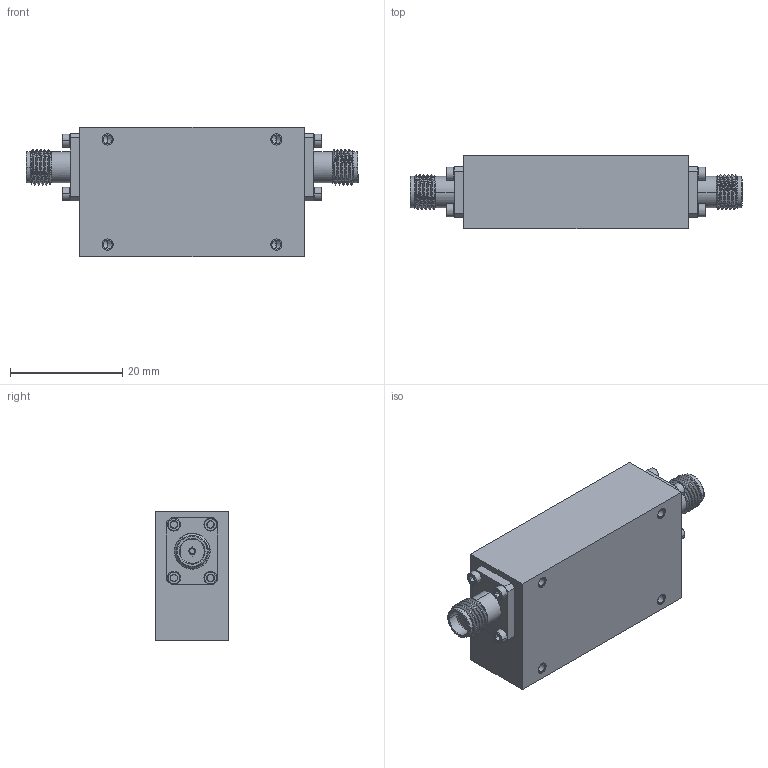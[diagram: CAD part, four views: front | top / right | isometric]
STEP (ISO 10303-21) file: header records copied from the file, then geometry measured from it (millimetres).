
FILE_DESCRIPTION (( 'STEP AP214' ), '1' );
FILE_NAME ('FMIR1039_3D.step', '2024-03-07T16:52:34', ( '' ), ( '' ), 'SwSTEP 2.0', 'SolidWorks 2022', '' );
FILE_SCHEMA (( 'AUTOMOTIVE_DESIGN' ));
Length unit declared in the file: inch
Products named in the file (1): FMIR1039_3D
Bounding box: 59.05 x 13.08 x 23 mm (x, y, z)
Volume: 12671.5 mm3; surface area: 4256.1 mm2
Topology: 1 solids, 1 shells, 327 faces, 722 edges, 422 vertices
Faces by surface type: plane 127, cone 118, cylinder 72, bspline 6, torus 4
Entity records: 12280 total; most frequent: CARTESIAN_POINT 5294, DIRECTION 1440, ORIENTED_EDGE 1428, EDGE_CURVE 714, AXIS2_PLACEMENT_3D 546, VERTEX_POINT 422, EDGE_LOOP 360, VECTOR 348
